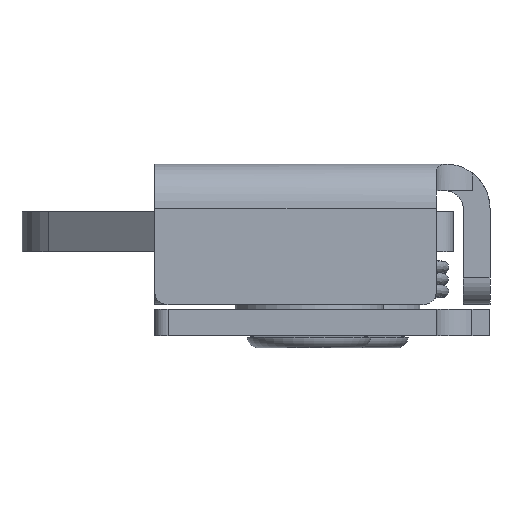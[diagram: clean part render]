
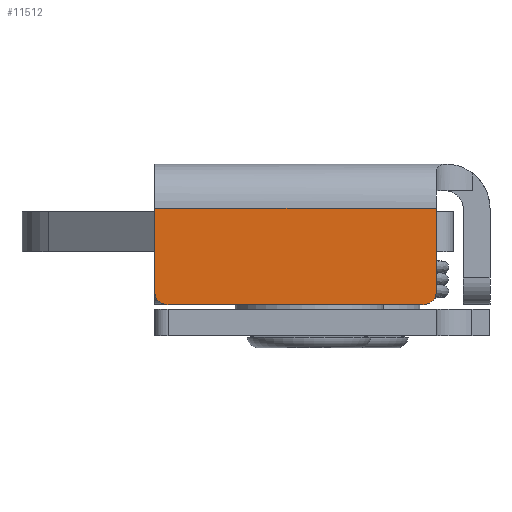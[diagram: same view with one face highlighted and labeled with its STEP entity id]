
A CAD part, left-side view. The second image highlights one B-rep face of the part: STEP entity #11512.
In plain terms, the highlighted planar face has unit normal (-1, 0, 0).
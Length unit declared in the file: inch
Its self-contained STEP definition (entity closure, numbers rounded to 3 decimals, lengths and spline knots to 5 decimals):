
#1089=LINE('',#21527,#2157);
#1092=LINE('',#21533,#2160);
#1093=LINE('',#21535,#2161);
#1094=LINE('',#21537,#2162);
#2157=VECTOR('',#15002,0.8551);
#2160=VECTOR('',#15007,0.2782);
#2161=VECTOR('',#15008,0.9451);
#2162=VECTOR('',#15009,0.2782);
#2552=PLANE('',#12337);
#3357=FACE_OUTER_BOUND('',#4054,.T.);
#4054=EDGE_LOOP('',(#10145,#10146,#10147,#10148,#10149,#10150));
#4373=CIRCLE('',#12335,0.045);
#4374=CIRCLE('',#12338,0.045);
#5593=VERTEX_POINT('',#21520);
#5594=VERTEX_POINT('',#21522);
#5595=VERTEX_POINT('',#21526);
#5597=VERTEX_POINT('',#21532);
#5598=VERTEX_POINT('',#21534);
#5599=VERTEX_POINT('',#21536);
#7124=EDGE_CURVE('',#5593,#5594,#4373,.T.);
#7126=EDGE_CURVE('',#5595,#5594,#1089,.T.);
#7129=EDGE_CURVE('',#5597,#5593,#1092,.T.);
#7130=EDGE_CURVE('',#5598,#5597,#1093,.T.);
#7131=EDGE_CURVE('',#5598,#5599,#1094,.T.);
#7132=EDGE_CURVE('',#5595,#5599,#4374,.T.);
#10145=ORIENTED_EDGE('',*,*,#7124,.F.);
#10146=ORIENTED_EDGE('',*,*,#7129,.F.);
#10147=ORIENTED_EDGE('',*,*,#7130,.F.);
#10148=ORIENTED_EDGE('',*,*,#7131,.T.);
#10149=ORIENTED_EDGE('',*,*,#7132,.F.);
#10150=ORIENTED_EDGE('',*,*,#7126,.T.);
#11512=ADVANCED_FACE('',(#3357),#2552,.T.);
#12335=AXIS2_PLACEMENT_3D('',#21523,#14997,#14998);
#12337=AXIS2_PLACEMENT_3D('',#21531,#15005,#15006);
#12338=AXIS2_PLACEMENT_3D('',#21538,#15010,#15011);
#14997=DIRECTION('center_axis',(1.,0.,0.));
#14998=DIRECTION('ref_axis',(0.,-0.707,-0.707));
#15002=DIRECTION('',(0.,-1.,0.));
#15005=DIRECTION('center_axis',(-1.,0.,0.));
#15006=DIRECTION('ref_axis',(0.,0.,1.));
#15007=DIRECTION('',(0.,0.,-1.));
#15008=DIRECTION('',(0.,-1.,0.));
#15009=DIRECTION('',(0.,0.,-1.));
#15010=DIRECTION('center_axis',(1.,0.,0.));
#15011=DIRECTION('ref_axis',(0.,0.707,-0.707));
#21520=CARTESIAN_POINT('',(-1.202,-0.4274,-0.4272));
#21522=CARTESIAN_POINT('',(-1.202,-0.3824,-0.4722));
#21523=CARTESIAN_POINT('Origin',(-1.202,-0.3824,-0.4272));
#21526=CARTESIAN_POINT('',(-1.202,0.4727,-0.4722));
#21527=CARTESIAN_POINT('',(-1.202,-0.4274,-0.4722));
#21531=CARTESIAN_POINT('Origin',(-1.202,0.5177,0.));
#21532=CARTESIAN_POINT('',(-1.202,-0.4274,-0.149));
#21533=CARTESIAN_POINT('',(-1.202,-0.4274,0.));
#21534=CARTESIAN_POINT('',(-1.202,0.5177,-0.149));
#21535=CARTESIAN_POINT('',(-1.202,0.22454,-0.149));
#21536=CARTESIAN_POINT('',(-1.202,0.5177,-0.4272));
#21537=CARTESIAN_POINT('',(-1.202,0.5177,0.));
#21538=CARTESIAN_POINT('Origin',(-1.202,0.4727,-0.4272));
